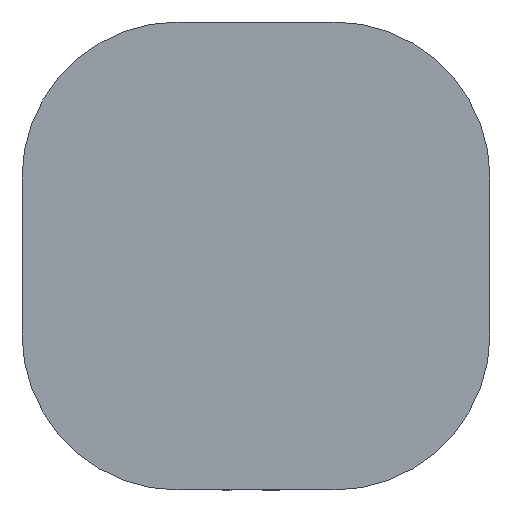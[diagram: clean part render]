
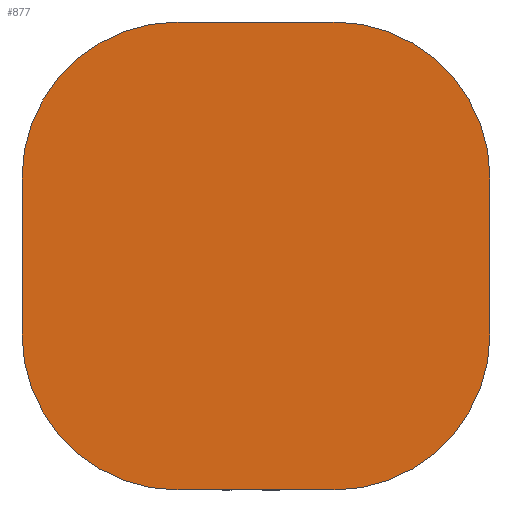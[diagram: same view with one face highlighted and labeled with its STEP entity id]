
A CAD part, front view. The second image highlights one B-rep face of the part: STEP entity #877.
In plain terms, the highlighted planar face has unit normal (0, -1, 0).
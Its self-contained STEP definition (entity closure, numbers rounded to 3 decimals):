
#16 = DIRECTION ( 'NONE',  ( 0., 0., -1. ) ) ;
#18 = ORIENTED_EDGE ( 'NONE', *, *, #1198, .T. ) ;
#38 = DIRECTION ( 'NONE',  ( 0., -1., 0. ) ) ;
#68 = AXIS2_PLACEMENT_3D ( 'NONE', #1083, #705, #240 ) ;
#77 = LINE ( 'NONE', #1221, #160 ) ;
#78 = EDGE_CURVE ( 'NONE', #988, #1173, #77, .T. ) ;
#85 = DIRECTION ( 'NONE',  ( 0., 0., -1. ) ) ;
#90 = ORIENTED_EDGE ( 'NONE', *, *, #828, .T. ) ;
#123 = DIRECTION ( 'NONE',  ( -1., 0., 0. ) ) ;
#160 = VECTOR ( 'NONE', #443, 1000. ) ;
#176 = AXIS2_PLACEMENT_3D ( 'NONE', #801, #532, #717 ) ;
#191 = CARTESIAN_POINT ( 'NONE',  ( -15., 0., -15. ) ) ;
#198 = EDGE_LOOP ( 'NONE', ( #767, #90, #1022, #18, #1137, #304, #786, #948 ) ) ;
#219 = VECTOR ( 'NONE', #123, 1000. ) ;
#240 = DIRECTION ( 'NONE',  ( 0., 0., -1. ) ) ;
#251 = CIRCLE ( 'NONE', #176, 10. ) ;
#279 = CARTESIAN_POINT ( 'NONE',  ( 15., 0., -15. ) ) ;
#298 = CARTESIAN_POINT ( 'NONE',  ( 5., 0., -15. ) ) ;
#304 = ORIENTED_EDGE ( 'NONE', *, *, #1098, .T. ) ;
#355 = CARTESIAN_POINT ( 'NONE',  ( 5., 0., -5. ) ) ;
#406 = LINE ( 'NONE', #423, #796 ) ;
#408 = LINE ( 'NONE', #279, #219 ) ;
#413 = EDGE_CURVE ( 'NONE', #988, #827, #840, .T. ) ;
#419 = FACE_OUTER_BOUND ( 'NONE', #198, .T. ) ;
#423 = CARTESIAN_POINT ( 'NONE',  ( 15., 0., -15. ) ) ;
#437 = VERTEX_POINT ( 'NONE', #592 ) ;
#443 = DIRECTION ( 'NONE',  ( 1., 0., 0. ) ) ;
#460 = CIRCLE ( 'NONE', #479, 10. ) ;
#467 = DIRECTION ( 'NONE',  ( 0., -1., 0. ) ) ;
#479 = AXIS2_PLACEMENT_3D ( 'NONE', #355, #1005, #85 ) ;
#484 = VERTEX_POINT ( 'NONE', #884 ) ;
#491 = EDGE_CURVE ( 'NONE', #519, #484, #406, .T. ) ;
#519 = VERTEX_POINT ( 'NONE', #1077 ) ;
#532 = DIRECTION ( 'NONE',  ( 0., -1., 0. ) ) ;
#556 = CARTESIAN_POINT ( 'NONE',  ( -5., 0., 5. ) ) ;
#588 = DIRECTION ( 'NONE',  ( 0., 0., 1. ) ) ;
#592 = CARTESIAN_POINT ( 'NONE',  ( -15., 0., -5. ) ) ;
#659 = CIRCLE ( 'NONE', #1145, 10. ) ;
#705 = DIRECTION ( 'NONE',  ( 0., -1., 0. ) ) ;
#717 = DIRECTION ( 'NONE',  ( 0., 0., -1. ) ) ;
#722 = EDGE_CURVE ( 'NONE', #437, #827, #952, .T. ) ;
#767 = ORIENTED_EDGE ( 'NONE', *, *, #722, .F. ) ;
#772 = CARTESIAN_POINT ( 'NONE',  ( -5., 0., -15. ) ) ;
#784 = PLANE ( 'NONE',  #68 ) ;
#786 = ORIENTED_EDGE ( 'NONE', *, *, #78, .F. ) ;
#796 = VECTOR ( 'NONE', #982, 1000. ) ;
#801 = CARTESIAN_POINT ( 'NONE',  ( -5., 0., -5. ) ) ;
#827 = VERTEX_POINT ( 'NONE', #894 ) ;
#828 = EDGE_CURVE ( 'NONE', #437, #942, #251, .T. ) ;
#840 = CIRCLE ( 'NONE', #996, 10. ) ;
#847 = CARTESIAN_POINT ( 'NONE',  ( -5., 0., 15. ) ) ;
#868 = CARTESIAN_POINT ( 'NONE',  ( 5., 0., 5. ) ) ;
#877 = ADVANCED_FACE ( 'NONE', ( #419 ), #784, .T. ) ;
#884 = CARTESIAN_POINT ( 'NONE',  ( 15., 0., -5. ) ) ;
#886 = VECTOR ( 'NONE', #588, 1000. ) ;
#894 = CARTESIAN_POINT ( 'NONE',  ( -15., 0., 5. ) ) ;
#935 = EDGE_CURVE ( 'NONE', #999, #942, #408, .T. ) ;
#942 = VERTEX_POINT ( 'NONE', #772 ) ;
#948 = ORIENTED_EDGE ( 'NONE', *, *, #413, .T. ) ;
#952 = LINE ( 'NONE', #191, #886 ) ;
#980 = CARTESIAN_POINT ( 'NONE',  ( 5., 0., 15. ) ) ;
#982 = DIRECTION ( 'NONE',  ( 0., 0., -1. ) ) ;
#988 = VERTEX_POINT ( 'NONE', #847 ) ;
#996 = AXIS2_PLACEMENT_3D ( 'NONE', #556, #467, #16 ) ;
#999 = VERTEX_POINT ( 'NONE', #298 ) ;
#1005 = DIRECTION ( 'NONE',  ( 0., -1., 0. ) ) ;
#1022 = ORIENTED_EDGE ( 'NONE', *, *, #935, .F. ) ;
#1077 = CARTESIAN_POINT ( 'NONE',  ( 15., 0., 5. ) ) ;
#1083 = CARTESIAN_POINT ( 'NONE',  ( 0., 0., 0. ) ) ;
#1098 = EDGE_CURVE ( 'NONE', #519, #1173, #659, .T. ) ;
#1137 = ORIENTED_EDGE ( 'NONE', *, *, #491, .F. ) ;
#1145 = AXIS2_PLACEMENT_3D ( 'NONE', #868, #38, #1188 ) ;
#1173 = VERTEX_POINT ( 'NONE', #980 ) ;
#1188 = DIRECTION ( 'NONE',  ( 0., 0., -1. ) ) ;
#1198 = EDGE_CURVE ( 'NONE', #999, #484, #460, .T. ) ;
#1221 = CARTESIAN_POINT ( 'NONE',  ( 15., 0., 15. ) ) ;
